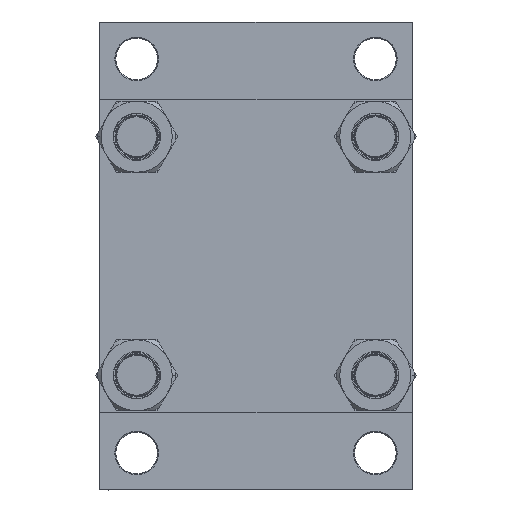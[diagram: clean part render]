
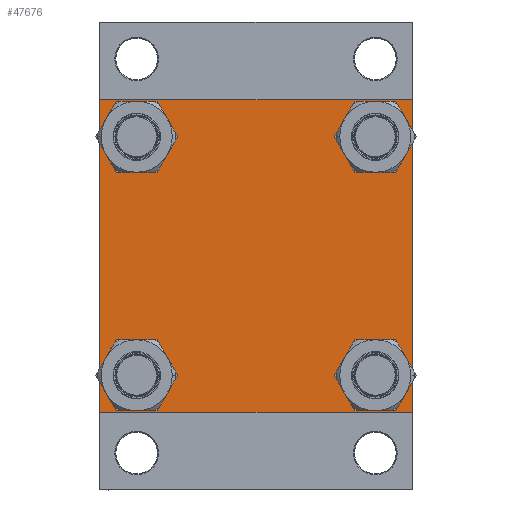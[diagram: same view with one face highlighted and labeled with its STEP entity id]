
A CAD part, left-side view. The second image highlights one B-rep face of the part: STEP entity #47676.
In plain terms, the highlighted planar face has unit normal (-1, 0, 0).
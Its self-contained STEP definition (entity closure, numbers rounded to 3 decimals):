
#38 = CARTESIAN_POINT ( 'NONE',  ( 0., -82.25, 82.25 ) ) ;
#447 = DIRECTION ( 'NONE',  ( 0., 0.707, -0.707 ) ) ;
#914 = DIRECTION ( 'NONE',  ( 0., 0., 1. ) ) ;
#929 = EDGE_CURVE ( 'NONE', #47683, #40024, #13026, .T. ) ;
#1664 = CARTESIAN_POINT ( 'NONE',  ( 0., 82.5, 82.5 ) ) ;
#1667 = EDGE_CURVE ( 'NONE', #12410, #13698, #46834, .T. ) ;
#1722 = EDGE_LOOP ( 'NONE', ( #25244, #31173 ) ) ;
#1815 = DIRECTION ( 'NONE',  ( 1., 0., 0. ) ) ;
#1866 = DIRECTION ( 'NONE',  ( 0., 0., 1. ) ) ;
#1944 = CARTESIAN_POINT ( 'NONE',  ( 0., -62.95, 74.45 ) ) ;
#1951 = VERTEX_POINT ( 'NONE', #46717 ) ;
#2101 = CARTESIAN_POINT ( 'NONE',  ( 0., -62.95, 62.95 ) ) ;
#2245 = VECTOR ( 'NONE', #38293, 1000. ) ;
#2303 = CARTESIAN_POINT ( 'NONE',  ( 0., 0., 0. ) ) ;
#2351 = CARTESIAN_POINT ( 'NONE',  ( 0., -82., 82.5 ) ) ;
#2537 = CARTESIAN_POINT ( 'NONE',  ( 0., 62.95, -62.95 ) ) ;
#2852 = AXIS2_PLACEMENT_3D ( 'NONE', #21159, #35989, #14553 ) ;
#2961 = DIRECTION ( 'NONE',  ( 0., 0.707, 0.707 ) ) ;
#3880 = VERTEX_POINT ( 'NONE', #32230 ) ;
#4592 = LINE ( 'NONE', #1664, #15250 ) ;
#4791 = EDGE_CURVE ( 'NONE', #5166, #5935, #33247, .T. ) ;
#4804 = CARTESIAN_POINT ( 'NONE',  ( 0., -62.95, 62.95 ) ) ;
#5166 = VERTEX_POINT ( 'NONE', #45838 ) ;
#5711 = DIRECTION ( 'NONE',  ( 0., 0., 1. ) ) ;
#5935 = VERTEX_POINT ( 'NONE', #25530 ) ;
#6097 = DIRECTION ( 'NONE',  ( 1., 0., 0. ) ) ;
#6244 = VECTOR ( 'NONE', #447, 1000. ) ;
#7105 = AXIS2_PLACEMENT_3D ( 'NONE', #2303, #28357, #46622 ) ;
#7981 = CARTESIAN_POINT ( 'NONE',  ( 0., -82.25, -82.25 ) ) ;
#8001 = CARTESIAN_POINT ( 'NONE',  ( 0., 82.25, 82.25 ) ) ;
#8353 = AXIS2_PLACEMENT_3D ( 'NONE', #2537, #1815, #5711 ) ;
#8357 = EDGE_CURVE ( 'NONE', #28712, #12410, #23458, .T. ) ;
#9596 = EDGE_LOOP ( 'NONE', ( #46739, #27450 ) ) ;
#9646 = ORIENTED_EDGE ( 'NONE', *, *, #20878, .T. ) ;
#9774 = CARTESIAN_POINT ( 'NONE',  ( 0., 82.5, -82. ) ) ;
#10039 = CARTESIAN_POINT ( 'NONE',  ( 0., 82.5, -82.5 ) ) ;
#10180 = VECTOR ( 'NONE', #2961, 1000. ) ;
#10312 = FACE_BOUND ( 'NONE', #34057, .T. ) ;
#10641 = AXIS2_PLACEMENT_3D ( 'NONE', #36505, #32622, #24377 ) ;
#10769 = CARTESIAN_POINT ( 'NONE',  ( 0., -82.5, 82. ) ) ;
#10841 = EDGE_CURVE ( 'NONE', #21595, #40555, #29981, .T. ) ;
#11407 = CARTESIAN_POINT ( 'NONE',  ( 0., -82., -82.5 ) ) ;
#12316 = VERTEX_POINT ( 'NONE', #1944 ) ;
#12410 = VERTEX_POINT ( 'NONE', #31166 ) ;
#13026 = CIRCLE ( 'NONE', #10641, 11.5 ) ;
#13064 = ORIENTED_EDGE ( 'NONE', *, *, #1667, .T. ) ;
#13145 = VERTEX_POINT ( 'NONE', #29019 ) ;
#13612 = EDGE_CURVE ( 'NONE', #13145, #37067, #37931, .T. ) ;
#13698 = VERTEX_POINT ( 'NONE', #11407 ) ;
#14553 = DIRECTION ( 'NONE',  ( 0., 0., 1. ) ) ;
#14794 = LINE ( 'NONE', #48135, #26483 ) ;
#15074 = ORIENTED_EDGE ( 'NONE', *, *, #44604, .T. ) ;
#15250 = VECTOR ( 'NONE', #34775, 1000. ) ;
#15266 = CARTESIAN_POINT ( 'NONE',  ( 0., 82.5, 82.5 ) ) ;
#16550 = ORIENTED_EDGE ( 'NONE', *, *, #30466, .T. ) ;
#17132 = EDGE_CURVE ( 'NONE', #5935, #5166, #34233, .T. ) ;
#17173 = CARTESIAN_POINT ( 'NONE',  ( 0., -62.95, -74.45 ) ) ;
#17413 = FACE_BOUND ( 'NONE', #1722, .T. ) ;
#17468 = EDGE_CURVE ( 'NONE', #21595, #46851, #14794, .T. ) ;
#17698 = ORIENTED_EDGE ( 'NONE', *, *, #8357, .T. ) ;
#18429 = EDGE_CURVE ( 'NONE', #40024, #47683, #24955, .T. ) ;
#19904 = DIRECTION ( 'NONE',  ( 1., 0., 0. ) ) ;
#20312 = CARTESIAN_POINT ( 'NONE',  ( 0., 82.5, 82. ) ) ;
#20605 = CARTESIAN_POINT ( 'NONE',  ( 0., -62.95, 51.45 ) ) ;
#20638 = ORIENTED_EDGE ( 'NONE', *, *, #23549, .T. ) ;
#20878 = EDGE_CURVE ( 'NONE', #12316, #27215, #31234, .T. ) ;
#21064 = FACE_OUTER_BOUND ( 'NONE', #33362, .T. ) ;
#21159 = CARTESIAN_POINT ( 'NONE',  ( 0., 62.95, 62.95 ) ) ;
#21595 = VERTEX_POINT ( 'NONE', #10769 ) ;
#21718 = DIRECTION ( 'NONE',  ( 0., 0., 1. ) ) ;
#22236 = CARTESIAN_POINT ( 'NONE',  ( 0., -62.95, -51.45 ) ) ;
#22621 = ORIENTED_EDGE ( 'NONE', *, *, #17468, .F. ) ;
#23458 = LINE ( 'NONE', #44902, #2245 ) ;
#23549 = EDGE_CURVE ( 'NONE', #1951, #3880, #23560, .T. ) ;
#23560 = CIRCLE ( 'NONE', #43023, 11.5 ) ;
#24219 = ORIENTED_EDGE ( 'NONE', *, *, #34823, .F. ) ;
#24377 = DIRECTION ( 'NONE',  ( 0., 0., 1. ) ) ;
#24839 = ORIENTED_EDGE ( 'NONE', *, *, #10841, .T. ) ;
#24955 = CIRCLE ( 'NONE', #29593, 11.5 ) ;
#25244 = ORIENTED_EDGE ( 'NONE', *, *, #18429, .T. ) ;
#25347 = EDGE_LOOP ( 'NONE', ( #20638, #26677 ) ) ;
#25530 = CARTESIAN_POINT ( 'NONE',  ( 0., 62.95, -74.45 ) ) ;
#26483 = VECTOR ( 'NONE', #47897, 1000. ) ;
#26540 = DIRECTION ( 'NONE',  ( 1., 0., 0. ) ) ;
#26677 = ORIENTED_EDGE ( 'NONE', *, *, #36388, .T. ) ;
#27215 = VERTEX_POINT ( 'NONE', #20605 ) ;
#27231 = VECTOR ( 'NONE', #41575, 1000. ) ;
#27450 = ORIENTED_EDGE ( 'NONE', *, *, #17132, .T. ) ;
#28357 = DIRECTION ( 'NONE',  ( -1., 0., 0. ) ) ;
#28712 = VERTEX_POINT ( 'NONE', #9774 ) ;
#29019 = CARTESIAN_POINT ( 'NONE',  ( 0., 82., 82.5 ) ) ;
#29593 = AXIS2_PLACEMENT_3D ( 'NONE', #45046, #26540, #41382 ) ;
#29981 = LINE ( 'NONE', #38, #10180 ) ;
#30164 = VECTOR ( 'NONE', #43178, 1000. ) ;
#30236 = CARTESIAN_POINT ( 'NONE',  ( 0., -82.5, -82. ) ) ;
#30332 = CIRCLE ( 'NONE', #41893, 11.5 ) ;
#30466 = EDGE_CURVE ( 'NONE', #37067, #28712, #44732, .T. ) ;
#30641 = VECTOR ( 'NONE', #33769, 1000. ) ;
#30871 = CIRCLE ( 'NONE', #2852, 11.5 ) ;
#31166 = CARTESIAN_POINT ( 'NONE',  ( 0., 82., -82.5 ) ) ;
#31173 = ORIENTED_EDGE ( 'NONE', *, *, #929, .T. ) ;
#31234 = CIRCLE ( 'NONE', #32799, 11.5 ) ;
#31566 = DIRECTION ( 'NONE',  ( 1., 0., 0. ) ) ;
#32230 = CARTESIAN_POINT ( 'NONE',  ( 0., 62.95, 51.45 ) ) ;
#32475 = PLANE ( 'NONE',  #7105 ) ;
#32578 = ORIENTED_EDGE ( 'NONE', *, *, #41292, .T. ) ;
#32622 = DIRECTION ( 'NONE',  ( 1., 0., 0. ) ) ;
#32799 = AXIS2_PLACEMENT_3D ( 'NONE', #2101, #31566, #1866 ) ;
#33247 = CIRCLE ( 'NONE', #8353, 11.5 ) ;
#33362 = EDGE_LOOP ( 'NONE', ( #16550, #17698, #13064, #15074, #22621, #24839, #24219, #36486 ) ) ;
#33464 = AXIS2_PLACEMENT_3D ( 'NONE', #40684, #36546, #21718 ) ;
#33769 = DIRECTION ( 'NONE',  ( 0., 0., -1. ) ) ;
#34057 = EDGE_LOOP ( 'NONE', ( #9646, #32578 ) ) ;
#34233 = CIRCLE ( 'NONE', #33464, 11.5 ) ;
#34775 = DIRECTION ( 'NONE',  ( 0., -1., 0. ) ) ;
#34823 = EDGE_CURVE ( 'NONE', #13145, #40555, #4592, .T. ) ;
#35658 = FACE_BOUND ( 'NONE', #9596, .T. ) ;
#35809 = DIRECTION ( 'NONE',  ( 0., 0., 1. ) ) ;
#35989 = DIRECTION ( 'NONE',  ( 1., 0., 0. ) ) ;
#36388 = EDGE_CURVE ( 'NONE', #3880, #1951, #30871, .T. ) ;
#36486 = ORIENTED_EDGE ( 'NONE', *, *, #13612, .T. ) ;
#36505 = CARTESIAN_POINT ( 'NONE',  ( 0., -62.95, -62.95 ) ) ;
#36546 = DIRECTION ( 'NONE',  ( 1., 0., 0. ) ) ;
#37067 = VERTEX_POINT ( 'NONE', #20312 ) ;
#37931 = LINE ( 'NONE', #8001, #6244 ) ;
#38293 = DIRECTION ( 'NONE',  ( 0., -0.707, -0.707 ) ) ;
#39448 = CARTESIAN_POINT ( 'NONE',  ( 0., 62.95, 62.95 ) ) ;
#40024 = VERTEX_POINT ( 'NONE', #22236 ) ;
#40555 = VERTEX_POINT ( 'NONE', #2351 ) ;
#40684 = CARTESIAN_POINT ( 'NONE',  ( 0., 62.95, -62.95 ) ) ;
#41292 = EDGE_CURVE ( 'NONE', #27215, #12316, #30332, .T. ) ;
#41382 = DIRECTION ( 'NONE',  ( 0., 0., 1. ) ) ;
#41575 = DIRECTION ( 'NONE',  ( 0., -0.707, 0.707 ) ) ;
#41893 = AXIS2_PLACEMENT_3D ( 'NONE', #4804, #19904, #914 ) ;
#43023 = AXIS2_PLACEMENT_3D ( 'NONE', #39448, #6097, #35809 ) ;
#43178 = DIRECTION ( 'NONE',  ( 0., -1., 0. ) ) ;
#44604 = EDGE_CURVE ( 'NONE', #13698, #46851, #44762, .T. ) ;
#44732 = LINE ( 'NONE', #15266, #30641 ) ;
#44762 = LINE ( 'NONE', #7981, #27231 ) ;
#44902 = CARTESIAN_POINT ( 'NONE',  ( 0., 82.25, -82.25 ) ) ;
#45046 = CARTESIAN_POINT ( 'NONE',  ( 0., -62.95, -62.95 ) ) ;
#45838 = CARTESIAN_POINT ( 'NONE',  ( 0., 62.95, -51.45 ) ) ;
#46622 = DIRECTION ( 'NONE',  ( 0., 0., 1. ) ) ;
#46717 = CARTESIAN_POINT ( 'NONE',  ( 0., 62.95, 74.45 ) ) ;
#46739 = ORIENTED_EDGE ( 'NONE', *, *, #4791, .T. ) ;
#46834 = LINE ( 'NONE', #10039, #30164 ) ;
#46851 = VERTEX_POINT ( 'NONE', #30236 ) ;
#46870 = FACE_BOUND ( 'NONE', #25347, .T. ) ;
#47676 = ADVANCED_FACE ( 'NONE', ( #10312, #17413, #35658, #46870, #21064 ), #32475, .T. ) ;
#47683 = VERTEX_POINT ( 'NONE', #17173 ) ;
#47897 = DIRECTION ( 'NONE',  ( 0., 0., -1. ) ) ;
#48135 = CARTESIAN_POINT ( 'NONE',  ( 0., -82.5, 82.5 ) ) ;
